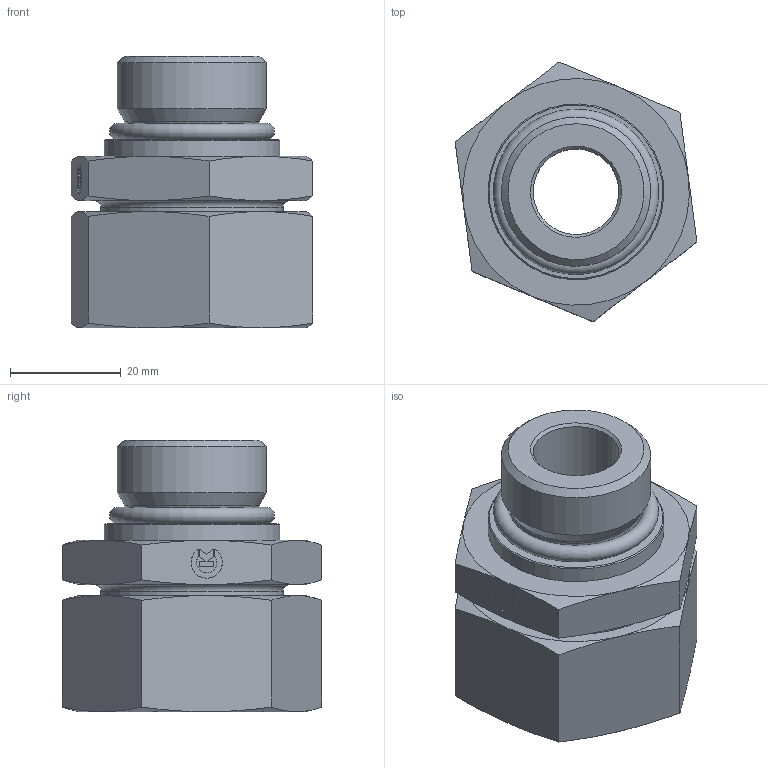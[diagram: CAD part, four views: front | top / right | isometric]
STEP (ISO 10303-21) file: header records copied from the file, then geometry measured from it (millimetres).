
FILE_DESCRIPTION((''),'2;1');
FILE_NAME('18128111636.stp','2014-09-18T11:44:23',(''),('KNOMI spol. s r. o.'),'Autodesk Inventor 2012','Autodesk Inventor 2012','');
FILE_SCHEMA(('AUTOMOTIVE_DESIGN { 1 2 10303 214 0 1 1 1 }'));
Length unit declared in the file: millimetre
Products named in the file (6): PHK-UN  28L 1 1/16- 12/M36x2; 3912836; 40128; PHFUNF; 17328111636; 606234729590
Assembly tree (5 placements, depth 3):
  PHK-UN  28L 1 1/16- 12/M36x2
    3912836
    40128
    PHFUNF
      17328111636
      606234729590
Bounding box: 43.73 x 46.94 x 49.1 mm (x, y, z)
Volume: 39602.3 mm3; surface area: 18506.3 mm2
Topology: 4 solids, 4 shells, 113 faces, 257 edges, 158 vertices
Faces by surface type: plane 52, cone 39, cylinder 16, torus 6
Full cylindrical faces by diameter (mm): 15.5 x1, 24 x1, 26.988 x1, 28 x3, 30.3 x1, 31.8 x1, 33 x2, 33.835 x1, 36 x1
Entity records: 3157 total; most frequent: CARTESIAN_POINT 585, DIRECTION 490, ORIENTED_EDGE 432, EDGE_CURVE 216, AXIS2_PLACEMENT_3D 198, EDGE_LOOP 159, VERTEX_POINT 149, STYLED_ITEM 117
